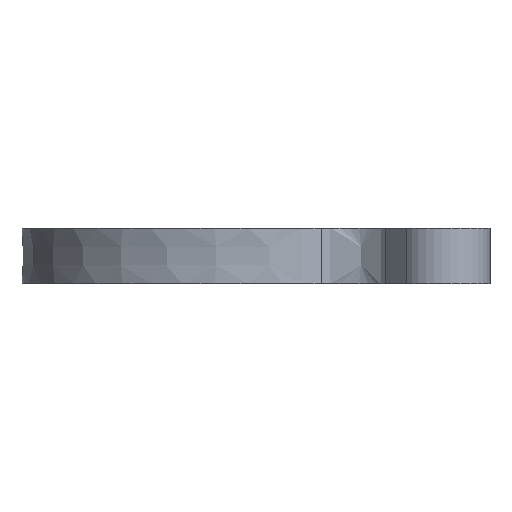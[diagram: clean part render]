
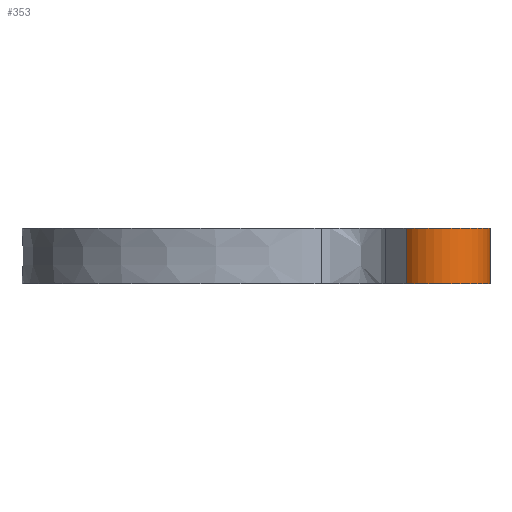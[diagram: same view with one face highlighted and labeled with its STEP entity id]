
A CAD part, front view. The second image highlights one B-rep face of the part: STEP entity #353.
In plain terms, the highlighted cylindrical face has radius 4 mm (diameter 8 mm), a partial arc.
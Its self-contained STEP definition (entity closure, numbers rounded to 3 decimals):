
#71=FACE_OUTER_BOUND('',#98,.T.);
#98=EDGE_LOOP('',(#299,#300,#301,#302));
#110=LINE('',#574,#124);
#114=LINE('',#727,#128);
#124=VECTOR('',#442,10.);
#128=VECTOR('',#456,10.);
#141=CIRCLE('',#391,4.);
#149=CIRCLE('',#406,4.);
#165=VERTEX_POINT('',#571);
#166=VERTEX_POINT('',#573);
#170=VERTEX_POINT('',#680);
#175=VERTEX_POINT('',#725);
#200=EDGE_CURVE('',#165,#166,#110,.T.);
#207=EDGE_CURVE('',#170,#165,#141,.T.);
#214=EDGE_CURVE('',#170,#175,#114,.T.);
#226=EDGE_CURVE('',#166,#175,#149,.T.);
#299=ORIENTED_EDGE('',*,*,#207,.F.);
#300=ORIENTED_EDGE('',*,*,#214,.T.);
#301=ORIENTED_EDGE('',*,*,#226,.F.);
#302=ORIENTED_EDGE('',*,*,#200,.F.);
#334=CYLINDRICAL_SURFACE('',#405,4.);
#353=ADVANCED_FACE('',(#71),#334,.T.);
#391=AXIS2_PLACEMENT_3D('',#682,#447,#448);
#405=AXIS2_PLACEMENT_3D('',#857,#480,#481);
#406=AXIS2_PLACEMENT_3D('',#858,#482,#483);
#442=DIRECTION('',(0.,0.,-1.));
#447=DIRECTION('center_axis',(0.,0.,1.));
#448=DIRECTION('ref_axis',(1.,0.,0.));
#456=DIRECTION('',(0.,0.,-1.));
#480=DIRECTION('center_axis',(0.,0.,-1.));
#481=DIRECTION('ref_axis',(1.,0.,0.));
#482=DIRECTION('center_axis',(0.,0.,-1.));
#483=DIRECTION('ref_axis',(1.,0.,0.));
#571=CARTESIAN_POINT('',(21.367,-17.978,4.75));
#573=CARTESIAN_POINT('',(21.367,-17.978,0.));
#574=CARTESIAN_POINT('',(21.367,-17.978,5.));
#680=CARTESIAN_POINT('',(15.096,-22.945,4.75));
#682=CARTESIAN_POINT('Origin',(18.231,-20.462,4.75));
#725=CARTESIAN_POINT('',(15.096,-22.945,0.));
#727=CARTESIAN_POINT('',(15.096,-22.945,5.));
#857=CARTESIAN_POINT('Origin',(18.231,-20.462,5.));
#858=CARTESIAN_POINT('Origin',(18.231,-20.462,0.));
